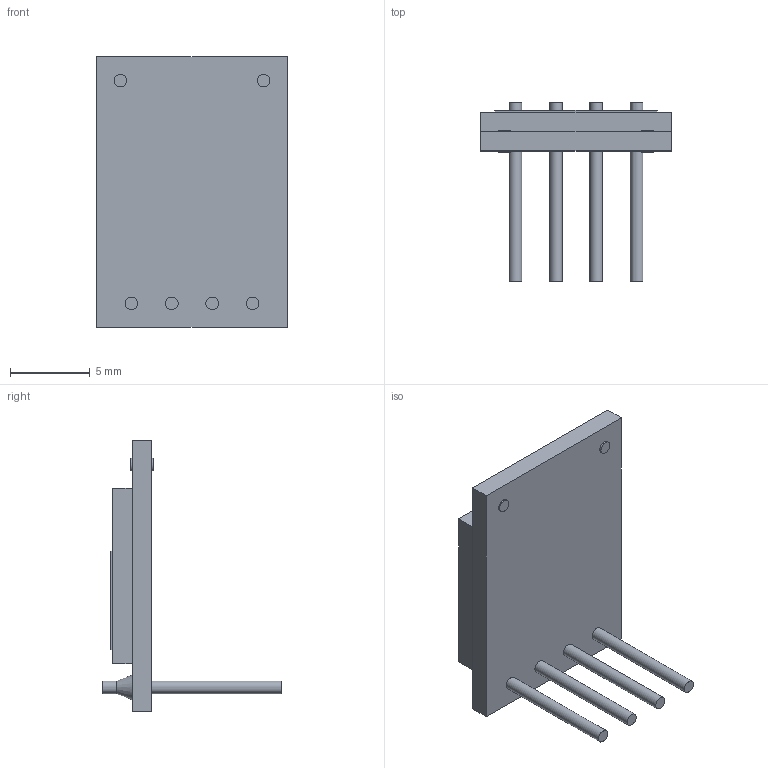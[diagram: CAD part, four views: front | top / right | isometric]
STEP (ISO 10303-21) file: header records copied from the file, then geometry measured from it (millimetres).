
FILE_DESCRIPTION(('FreeCAD Model'),'2;1');
FILE_NAME('Open CASCADE Shape Model','2024-10-28T17:41:10',('Author'),( ''),'Open CASCADE STEP processor 7.6','FreeCAD','Unknown');
FILE_SCHEMA(('AUTOMOTIVE_DESIGN { 1 0 10303 214 1 1 1 1 }'));
Length unit declared in the file: millimetre
Products named in the file (19): Unnamed; cylinder; cylinder001; cylinder002; cylinder003; cylinder004; cylinder005; cylinder006; cylinder007; Group; cube; cube001; cube002; cube003; union; cylinder008; cylinder009; difference; union001
Assembly tree (18 placements, depth 2):
  Unnamed
    cylinder
    cylinder001
    cylinder002
    cylinder003
    cylinder004
    cylinder005
    cylinder006
    cylinder007
    Group
    cube
    cube001
    cube002
    cube003
    union
    cylinder008
    cylinder009
    difference
    union001
Bounding box: 12 x 11.3 x 17 mm (x, y, z)
Volume: 1354.9 mm3; surface area: 2603.5 mm2
Topology: 22 solids, 22 shells, 170 faces, 286 edges, 184 vertices
Faces by surface type: plane 120, cylinder 34, cone 16
Full cylindrical faces by diameter (mm): 0.8 x34
Entity records: 5097 total; most frequent: DIRECTION 752, CARTESIAN_POINT 659, ORIENTED_EDGE 572, EDGE_CURVE 286, AXIS2_PLACEMENT_3D 277, FACE_BOUND 198, EDGE_LOOP 198, LINE 198
